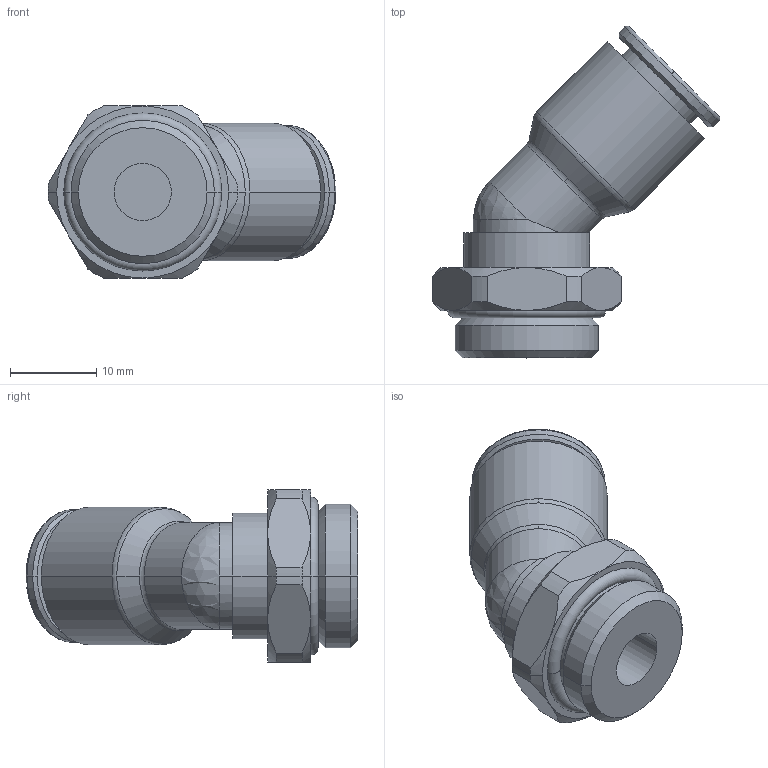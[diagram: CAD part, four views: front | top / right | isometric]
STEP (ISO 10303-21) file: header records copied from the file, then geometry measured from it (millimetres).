
FILE_DESCRIPTION(('STEP AP214'),'1');
FILE_NAME('3133_10_17.stp','2016-07-07T14:58:55',('TraceParts'),('TraceParts S.A.'),'Spatial InterOp 3D',' ',' ');
FILE_SCHEMA(('automotive_design'));
Length unit declared in the file: millimetre
Products named in the file (1): 1
Bounding box: 33.46 x 38.59 x 20 mm (x, y, z)
Volume: 5441 mm3; surface area: 3989.5 mm2
Topology: 1 solids, 1 shells, 81 faces, 194 edges, 117 vertices
Faces by surface type: cylinder 30, cone 24, plane 16, torus 8, sphere 3
Entity records: 2407 total; most frequent: CARTESIAN_POINT 517, DIRECTION 442, ORIENTED_EDGE 376, AXIS2_PLACEMENT_3D 198, EDGE_CURVE 188, VERTEX_POINT 117, CIRCLE 110, EDGE_LOOP 89
